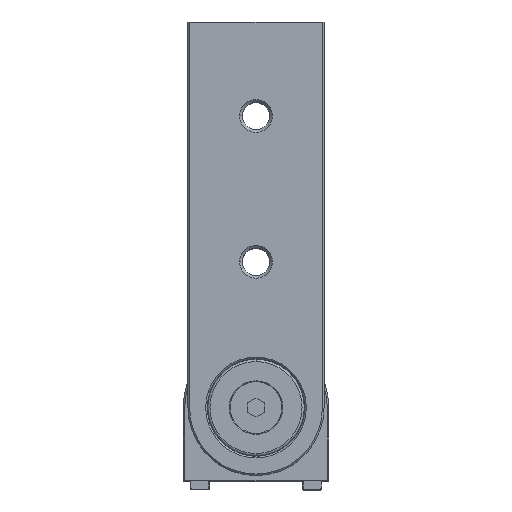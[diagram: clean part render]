
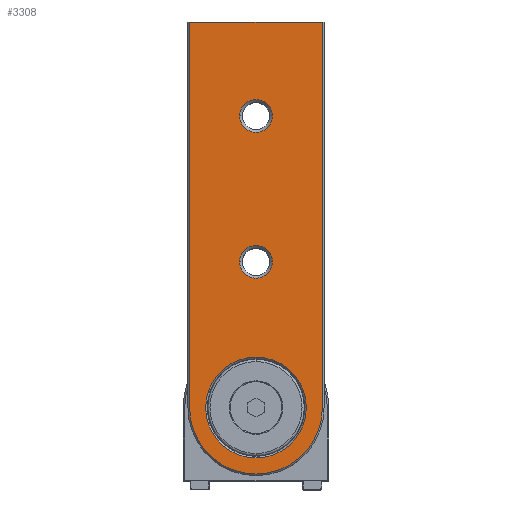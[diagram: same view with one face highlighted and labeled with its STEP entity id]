
A CAD part, top view. The second image highlights one B-rep face of the part: STEP entity #3308.
In plain terms, the highlighted planar face has unit normal (0, 0, 1).
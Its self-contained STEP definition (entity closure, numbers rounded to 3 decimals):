
#3308=ADVANCED_FACE('NONE',(#7172,#7173,#7174,#7175),#7176,.T.);
#7172=FACE_OUTER_BOUND('',#13146,.T.);
#7173=FACE_BOUND('',#13147,.T.);
#7174=FACE_BOUND('',#13148,.T.);
#7175=FACE_BOUND('',#13149,.T.);
#7176=PLANE('',#13150);
#13146=EDGE_LOOP('',(#22870,#22871,#22872,#22873));
#13147=EDGE_LOOP('',(#22874,#22875));
#13148=EDGE_LOOP('',(#22876,#22877));
#13149=EDGE_LOOP('',(#22878,#22879));
#13150=AXIS2_PLACEMENT_3D('',#22880,#22881,#22882);
#22870=ORIENTED_EDGE('',*,*,#30558,.T.);
#22871=ORIENTED_EDGE('',*,*,#30559,.T.);
#22872=ORIENTED_EDGE('',*,*,#30560,.T.);
#22873=ORIENTED_EDGE('',*,*,#30561,.T.);
#22874=ORIENTED_EDGE('',*,*,#30499,.T.);
#22875=ORIENTED_EDGE('',*,*,#30562,.T.);
#22876=ORIENTED_EDGE('',*,*,#30519,.T.);
#22877=ORIENTED_EDGE('',*,*,#30563,.T.);
#22878=ORIENTED_EDGE('',*,*,#30509,.T.);
#22879=ORIENTED_EDGE('',*,*,#30564,.T.);
#22880=CARTESIAN_POINT('',(0.,22.5,28.8));
#22881=DIRECTION('',(0.,0.,1.0));
#22882=DIRECTION('',(-1.0,0.,0.));
#30499=EDGE_CURVE('NONE',#36320,#36318,#36321,.T.);
#30509=EDGE_CURVE('NONE',#36338,#36336,#36339,.T.);
#30519=EDGE_CURVE('NONE',#36356,#36354,#36357,.T.);
#30558=EDGE_CURVE('NONE',#36412,#36413,#36414,.T.);
#30559=EDGE_CURVE('NONE',#36413,#36415,#36416,.T.);
#30560=EDGE_CURVE('NONE',#36415,#36417,#36418,.T.);
#30561=EDGE_CURVE('NONE',#36417,#36412,#36419,.T.);
#30562=EDGE_CURVE('NONE',#36318,#36320,#36420,.T.);
#30563=EDGE_CURVE('NONE',#36354,#36356,#36421,.T.);
#30564=EDGE_CURVE('NONE',#36336,#36338,#36422,.T.);
#36318=VERTEX_POINT('NONE',#46933);
#36320=VERTEX_POINT('NONE',#46936);
#36321=CIRCLE('',#46937,15.538);
#36336=VERTEX_POINT('NONE',#46955);
#36338=VERTEX_POINT('NONE',#46958);
#36339=CIRCLE('',#46959,5.05);
#36354=VERTEX_POINT('NONE',#46977);
#36356=VERTEX_POINT('NONE',#46980);
#36357=CIRCLE('',#46981,5.05);
#36412=VERTEX_POINT('NONE',#47050);
#36413=VERTEX_POINT('NONE',#47051);
#36414=CIRCLE('',#47052,20.5);
#36415=VERTEX_POINT('NONE',#47053);
#36416=LINE('',#47054,#47055);
#36417=VERTEX_POINT('NONE',#47056);
#36418=LINE('',#47057,#47058);
#36419=LINE('',#47059,#47060);
#36420=CIRCLE('',#47061,15.538);
#36421=CIRCLE('',#47062,5.05);
#36422=CIRCLE('',#47063,5.05);
#46933=CARTESIAN_POINT('',(15.538,22.5,28.8));
#46936=CARTESIAN_POINT('',(-15.538,22.5,28.8));
#46937=AXIS2_PLACEMENT_3D('',#54441,#54442,#54443);
#46955=CARTESIAN_POINT('',(5.05,67.5,28.8));
#46958=CARTESIAN_POINT('',(-5.05,67.5,28.8));
#46959=AXIS2_PLACEMENT_3D('',#54457,#54458,#54459);
#46977=CARTESIAN_POINT('',(5.05,112.5,28.8));
#46980=CARTESIAN_POINT('',(-5.05,112.5,28.8));
#46981=AXIS2_PLACEMENT_3D('',#54473,#54474,#54475);
#47050=CARTESIAN_POINT('',(-20.5,22.5,28.8));
#47051=CARTESIAN_POINT('',(20.5,22.5,28.8));
#47052=AXIS2_PLACEMENT_3D('',#54535,#54536,#54537);
#47053=CARTESIAN_POINT('',(20.5,141.5,28.8));
#47054=CARTESIAN_POINT('',(20.5,22.5,28.8));
#47055=VECTOR('',#54538,1000.0);
#47056=CARTESIAN_POINT('',(-20.5,141.5,28.8));
#47057=CARTESIAN_POINT('',(21.0,141.5,28.8));
#47058=VECTOR('',#54539,1000.0);
#47059=CARTESIAN_POINT('',(-20.5,22.5,28.8));
#47060=VECTOR('',#54540,1000.0);
#47061=AXIS2_PLACEMENT_3D('',#54541,#54542,#54543);
#47062=AXIS2_PLACEMENT_3D('',#54544,#54545,#54546);
#47063=AXIS2_PLACEMENT_3D('',#54547,#54548,#54549);
#54441=CARTESIAN_POINT('',(0.,22.5,28.8));
#54442=DIRECTION('',(0.,0.,-1.0));
#54443=DIRECTION('',(-1.0,0.,0.));
#54457=CARTESIAN_POINT('',(0.,67.5,28.8));
#54458=DIRECTION('',(0.,0.,-1.0));
#54459=DIRECTION('',(-1.0,0.,0.));
#54473=CARTESIAN_POINT('',(0.,112.5,28.8));
#54474=DIRECTION('',(0.,0.,-1.0));
#54475=DIRECTION('',(-1.0,0.,0.));
#54535=CARTESIAN_POINT('',(0.,22.5,28.8));
#54536=DIRECTION('',(0.,0.,1.0));
#54537=DIRECTION('',(-1.0,0.,0.));
#54538=DIRECTION('',(0.,1.0,0.));
#54539=DIRECTION('',(-1.0,0.,0.));
#54540=DIRECTION('',(0.,-1.0,0.));
#54541=CARTESIAN_POINT('',(0.,22.5,28.8));
#54542=DIRECTION('',(0.,0.,-1.0));
#54543=DIRECTION('',(-1.0,0.,0.));
#54544=CARTESIAN_POINT('',(0.,112.5,28.8));
#54545=DIRECTION('',(0.,0.,-1.0));
#54546=DIRECTION('',(-1.0,0.,0.));
#54547=CARTESIAN_POINT('',(0.,67.5,28.8));
#54548=DIRECTION('',(0.,0.,-1.0));
#54549=DIRECTION('',(-1.0,0.,0.));
